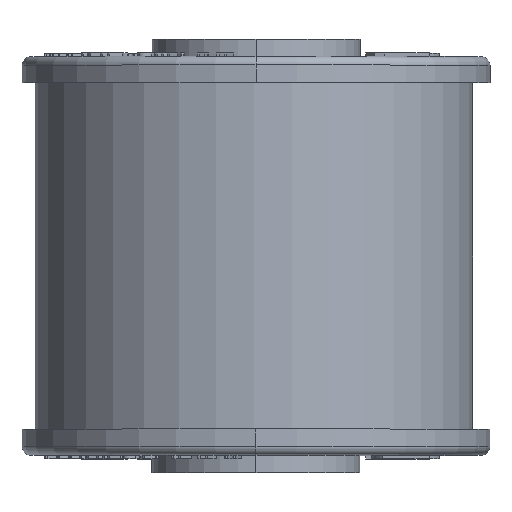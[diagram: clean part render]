
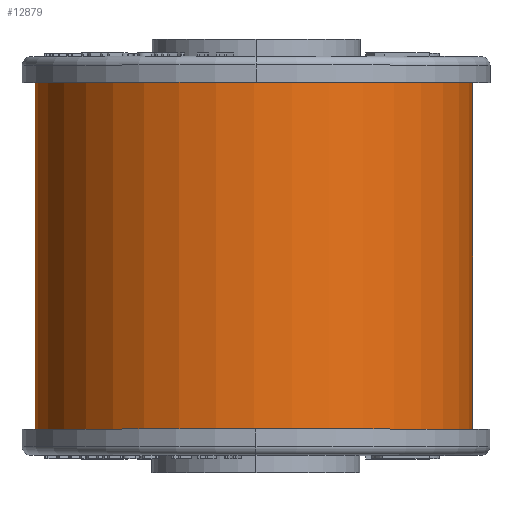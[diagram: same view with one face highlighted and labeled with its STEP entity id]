
A CAD part, top view. The second image highlights one B-rep face of the part: STEP entity #12879.
In plain terms, the highlighted cylindrical face has radius 12.625 mm (diameter 25.25 mm), a partial arc.
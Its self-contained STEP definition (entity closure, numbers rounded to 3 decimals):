
#548 = LINE ( 'NONE', #18736, #22866 ) ;
#694 = VECTOR ( 'NONE', #19939, 1000. ) ;
#2242 = DIRECTION ( 'NONE',  ( 0., -1., 0. ) ) ;
#2665 = AXIS2_PLACEMENT_3D ( 'NONE', #13136, #2242, #20436 ) ;
#4158 = ORIENTED_EDGE ( 'NONE', *, *, #16194, .T. ) ;
#5809 = DIRECTION ( 'NONE',  ( 0., -1., 0. ) ) ;
#6575 = CARTESIAN_POINT ( 'NONE',  ( -0.125, 20., 0. ) ) ;
#6668 = EDGE_CURVE ( 'NONE', #7856, #6695, #10578, .T. ) ;
#6695 = VERTEX_POINT ( 'NONE', #11715 ) ;
#7071 = EDGE_CURVE ( 'NONE', #11372, #10450, #16422, .T. ) ;
#7856 = VERTEX_POINT ( 'NONE', #19136 ) ;
#7994 = DIRECTION ( 'NONE',  ( 0., -1., 0. ) ) ;
#8645 = AXIS2_PLACEMENT_3D ( 'NONE', #10043, #7994, #13514 ) ;
#10043 = CARTESIAN_POINT ( 'NONE',  ( -0.125, 0., 0. ) ) ;
#10450 = VERTEX_POINT ( 'NONE', #20662 ) ;
#10578 = CIRCLE ( 'NONE', #8645, 12.625 ) ;
#10608 = LINE ( 'NONE', #19576, #694 ) ;
#11325 = AXIS2_PLACEMENT_3D ( 'NONE', #6575, #17363, #15552 ) ;
#11372 = VERTEX_POINT ( 'NONE', #23623 ) ;
#11715 = CARTESIAN_POINT ( 'NONE',  ( -12.75, 0., 0. ) ) ;
#11859 = CYLINDRICAL_SURFACE ( 'NONE', #11325, 12.625 ) ;
#12879 = ADVANCED_FACE ( 'NONE', ( #19271 ), #11859, .T. ) ;
#13136 = CARTESIAN_POINT ( 'NONE',  ( -0.125, 20., 0. ) ) ;
#13514 = DIRECTION ( 'NONE',  ( 1., 0., 0. ) ) ;
#15552 = DIRECTION ( 'NONE',  ( 0., 0., -1. ) ) ;
#16067 = EDGE_CURVE ( 'NONE', #11372, #7856, #10608, .T. ) ;
#16194 = EDGE_CURVE ( 'NONE', #10450, #6695, #548, .T. ) ;
#16422 = CIRCLE ( 'NONE', #2665, 12.625 ) ;
#16918 = ORIENTED_EDGE ( 'NONE', *, *, #7071, .T. ) ;
#17187 = EDGE_LOOP ( 'NONE', ( #21667, #23640, #16918, #4158 ) ) ;
#17363 = DIRECTION ( 'NONE',  ( 0., -1., 0. ) ) ;
#18736 = CARTESIAN_POINT ( 'NONE',  ( -12.75, 20., 0. ) ) ;
#19136 = CARTESIAN_POINT ( 'NONE',  ( 12.5, 0., 0. ) ) ;
#19271 = FACE_OUTER_BOUND ( 'NONE', #17187, .T. ) ;
#19576 = CARTESIAN_POINT ( 'NONE',  ( 12.5, 20., 0. ) ) ;
#19939 = DIRECTION ( 'NONE',  ( 0., -1., 0. ) ) ;
#20436 = DIRECTION ( 'NONE',  ( 1., 0., 0. ) ) ;
#20662 = CARTESIAN_POINT ( 'NONE',  ( -12.75, 20., 0. ) ) ;
#21667 = ORIENTED_EDGE ( 'NONE', *, *, #6668, .F. ) ;
#22866 = VECTOR ( 'NONE', #5809, 1000. ) ;
#23623 = CARTESIAN_POINT ( 'NONE',  ( 12.5, 20., 0. ) ) ;
#23640 = ORIENTED_EDGE ( 'NONE', *, *, #16067, .F. ) ;
